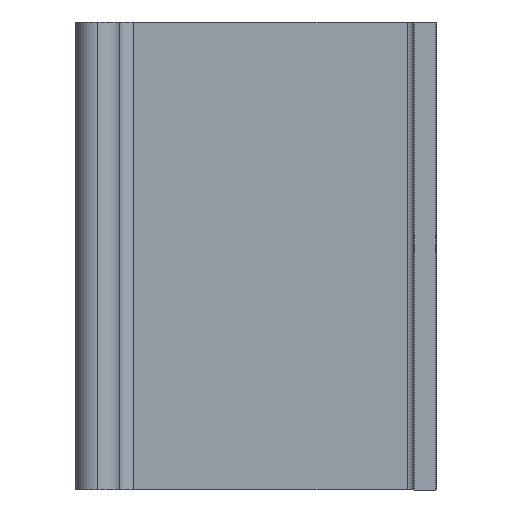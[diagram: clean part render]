
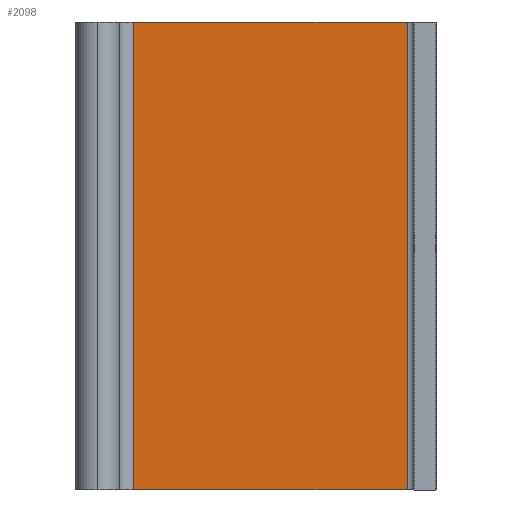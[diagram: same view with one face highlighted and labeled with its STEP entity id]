
A CAD part, left-side view. The second image highlights one B-rep face of the part: STEP entity #2098.
In plain terms, the highlighted planar face has unit normal (-1, 0, 0).
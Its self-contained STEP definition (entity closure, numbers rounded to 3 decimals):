
#108 = LINE ( 'NONE', #1527, #3327 ) ;
#226 = DIRECTION ( 'NONE',  ( 0., 0., 1. ) ) ;
#253 = CARTESIAN_POINT ( 'NONE',  ( 290.635, 216.797, 0. ) ) ;
#310 = CARTESIAN_POINT ( 'NONE',  ( 290.635, 215.486, 0. ) ) ;
#385 = ORIENTED_EDGE ( 'NONE', *, *, #2866, .F. ) ;
#538 = DIRECTION ( 'NONE',  ( 0., 0., -1. ) ) ;
#557 = DIRECTION ( 'NONE',  ( -1., 0., 0. ) ) ;
#653 = ORIENTED_EDGE ( 'NONE', *, *, #2154, .F. ) ;
#691 = EDGE_CURVE ( 'NONE', #3532, #4304, #870, .T. ) ;
#870 = LINE ( 'NONE', #253, #908 ) ;
#908 = VECTOR ( 'NONE', #538, 1000. ) ;
#911 = ORIENTED_EDGE ( 'NONE', *, *, #2353, .T. ) ;
#913 = DIRECTION ( 'NONE',  ( 0., -1., 0. ) ) ;
#916 = VERTEX_POINT ( 'NONE', #3849 ) ;
#1244 = CARTESIAN_POINT ( 'NONE',  ( 290.635, 216.797, 0. ) ) ;
#1268 = PLANE ( 'NONE',  #3319 ) ;
#1527 = CARTESIAN_POINT ( 'NONE',  ( 290.635, 215.486, -13. ) ) ;
#1628 = LINE ( 'NONE', #310, #3396 ) ;
#1720 = ORIENTED_EDGE ( 'NONE', *, *, #691, .T. ) ;
#1790 = CARTESIAN_POINT ( 'NONE',  ( 290.635, 216.797, -13. ) ) ;
#2042 = EDGE_LOOP ( 'NONE', ( #653, #1720, #385, #911 ) ) ;
#2098 = ADVANCED_FACE ( 'NONE', ( #2967 ), #1268, .T. ) ;
#2154 = EDGE_CURVE ( 'NONE', #3532, #916, #1628, .T. ) ;
#2324 = VERTEX_POINT ( 'NONE', #3077 ) ;
#2353 = EDGE_CURVE ( 'NONE', #2324, #916, #3143, .T. ) ;
#2450 = CARTESIAN_POINT ( 'NONE',  ( 290.635, 209.197, 0. ) ) ;
#2638 = CARTESIAN_POINT ( 'NONE',  ( 290.635, 216.797, 0. ) ) ;
#2866 = EDGE_CURVE ( 'NONE', #2324, #4304, #108, .T. ) ;
#2967 = FACE_OUTER_BOUND ( 'NONE', #2042, .T. ) ;
#3077 = CARTESIAN_POINT ( 'NONE',  ( 290.635, 209.197, -13. ) ) ;
#3143 = LINE ( 'NONE', #2450, #3173 ) ;
#3173 = VECTOR ( 'NONE', #3820, 1000. ) ;
#3319 = AXIS2_PLACEMENT_3D ( 'NONE', #2638, #557, #226 ) ;
#3327 = VECTOR ( 'NONE', #3590, 1000. ) ;
#3396 = VECTOR ( 'NONE', #913, 1000. ) ;
#3532 = VERTEX_POINT ( 'NONE', #1244 ) ;
#3590 = DIRECTION ( 'NONE',  ( 0., 1., 0. ) ) ;
#3820 = DIRECTION ( 'NONE',  ( 0., 0., 1. ) ) ;
#3849 = CARTESIAN_POINT ( 'NONE',  ( 290.635, 209.197, 0. ) ) ;
#4304 = VERTEX_POINT ( 'NONE', #1790 ) ;
